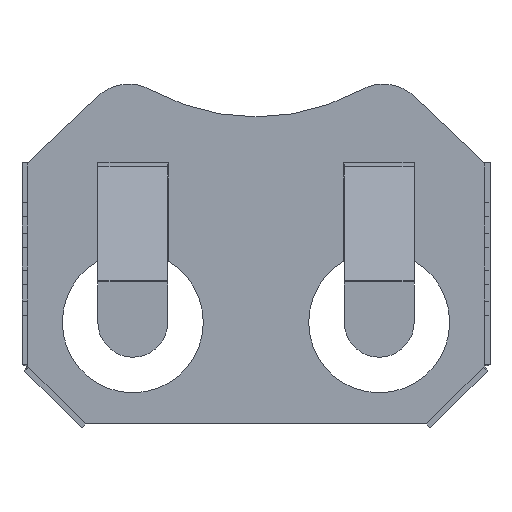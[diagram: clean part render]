
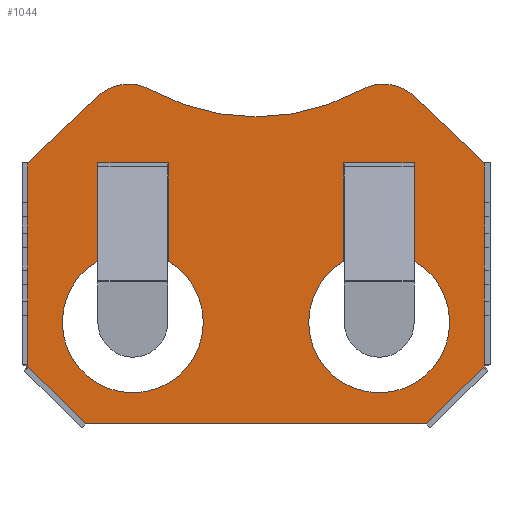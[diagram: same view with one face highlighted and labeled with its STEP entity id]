
A CAD part, front view. The second image highlights one B-rep face of the part: STEP entity #1044.
In plain terms, the highlighted planar face has unit normal (0, -1, 0).
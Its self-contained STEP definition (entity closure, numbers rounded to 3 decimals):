
#15=EDGE_CURVE('NONE',#16,#18,#20,.T.);
#16=VERTEX_POINT('NONE',#17);
#17=CARTESIAN_POINT('',(-7.128,1.397,2.998));
#18=VERTEX_POINT('NONE',#19);
#19=CARTESIAN_POINT('',(-5.729,1.397,3.556));
#20=CIRCLE('',#21,2.032);
#21=AXIS2_PLACEMENT_3D('',#22,#23,#24);
#22=CARTESIAN_POINT('',(-5.729,1.397,1.524));
#23=DIRECTION('',(0.0,1.0,0.0));
#24=DIRECTION('',(0.0,0.0,1.0));
#57=EDGE_CURVE('NONE',#58,#60,#62,.T.);
#58=VERTEX_POINT('NONE',#59);
#59=CARTESIAN_POINT('',(4.743,1.397,3.301));
#60=VERTEX_POINT('NONE',#61);
#61=CARTESIAN_POINT('',(5.729,1.397,3.556));
#62=CIRCLE('',#63,2.032);
#63=AXIS2_PLACEMENT_3D('',#64,#65,#66);
#64=CARTESIAN_POINT('',(5.729,1.397,1.524));
#65=DIRECTION('',(0.0,1.0,0.0));
#66=DIRECTION('',(0.0,0.0,1.0));
#325=VERTEX_POINT('NONE',#326);
#326=CARTESIAN_POINT('',(3.975,1.397,0.0));
#332=EDGE_CURVE('NONE',#325,#333,#335,.F.);
#333=VERTEX_POINT('NONE',#334);
#334=CARTESIAN_POINT('',(3.962,1.397,0.0));
#335=LINE('',#336,#337);
#336=CARTESIAN_POINT('',(0.,1.397,0.0));
#337=VECTOR('',#338,1.0);
#338=DIRECTION('',(1.0,0.0,0.0));
#354=EDGE_CURVE('NONE',#333,#355,#357,.F.);
#355=VERTEX_POINT('NONE',#356);
#356=CARTESIAN_POINT('',(3.962,1.397,-4.426));
#357=LINE('',#358,#359);
#358=CARTESIAN_POINT('',(3.962,1.397,0.0));
#359=VECTOR('',#360,1.0);
#360=DIRECTION('',(0.0,0.0,1.0));
#379=EDGE_CURVE('NONE',#355,#380,#382,.F.);
#380=VERTEX_POINT('NONE',#381);
#381=CARTESIAN_POINT('',(7.137,1.397,-4.426));
#382=CIRCLE('',#383,3.175);
#383=AXIS2_PLACEMENT_3D('',#384,#385,#386);
#384=CARTESIAN_POINT('',(5.549,1.397,-7.176));
#385=DIRECTION('',(0.0,1.0,0.0));
#386=DIRECTION('',(0.0,0.0,1.0));
#403=EDGE_CURVE('NONE',#380,#404,#406,.F.);
#404=VERTEX_POINT('NONE',#405);
#405=CARTESIAN_POINT('',(7.137,1.397,0.0));
#406=LINE('',#407,#408);
#407=CARTESIAN_POINT('',(7.137,1.397,0.0));
#408=VECTOR('',#409,1.0);
#409=DIRECTION('',(0.0,0.0,-1.0));
#428=EDGE_CURVE('NONE',#404,#429,#431,.F.);
#429=VERTEX_POINT('NONE',#430);
#430=CARTESIAN_POINT('',(7.124,1.397,0.0));
#431=LINE('',#432,#433);
#432=CARTESIAN_POINT('',(3.962,1.397,0.0));
#433=VECTOR('',#434,1.0);
#434=DIRECTION('',(1.0,0.0,0.0));
#451=EDGE_CURVE('NONE',#452,#454,#456,.F.);
#452=VERTEX_POINT('NONE',#453);
#453=CARTESIAN_POINT('',(-7.137,1.397,0.0));
#454=VERTEX_POINT('NONE',#455);
#455=CARTESIAN_POINT('',(-7.137,1.397,-4.426));
#456=LINE('',#457,#458);
#457=CARTESIAN_POINT('',(-7.137,1.397,0.0));
#458=VECTOR('',#459,1.0);
#459=DIRECTION('',(0.0,0.0,1.0));
#483=EDGE_CURVE('NONE',#454,#484,#486,.F.);
#484=VERTEX_POINT('NONE',#485);
#485=CARTESIAN_POINT('',(-3.962,1.397,-4.426));
#486=CIRCLE('',#487,3.175);
#487=AXIS2_PLACEMENT_3D('',#488,#489,#490);
#488=CARTESIAN_POINT('',(-5.549,1.397,-7.176));
#489=DIRECTION('',(0.0,1.0,0.0));
#490=DIRECTION('',(0.0,0.0,1.0));
#507=EDGE_CURVE('NONE',#484,#508,#510,.F.);
#508=VERTEX_POINT('NONE',#509);
#509=CARTESIAN_POINT('',(-3.962,1.397,0.0));
#510=LINE('',#511,#512);
#511=CARTESIAN_POINT('',(-3.962,1.397,0.0));
#512=VECTOR('',#513,1.0);
#513=DIRECTION('',(0.0,0.0,-1.0));
#533=EDGE_CURVE('NONE',#508,#534,#536,.F.);
#534=VERTEX_POINT('NONE',#535);
#535=CARTESIAN_POINT('',(-3.975,1.397,0.0));
#536=LINE('',#537,#538);
#537=CARTESIAN_POINT('',(-3.962,1.397,0.0));
#538=VECTOR('',#539,1.0);
#539=DIRECTION('',(1.0,0.0,0.0));
#591=VERTEX_POINT('NONE',#592);
#592=CARTESIAN_POINT('',(-7.124,1.397,0.0));
#598=EDGE_CURVE('NONE',#591,#452,#599,.F.);
#599=LINE('',#600,#601);
#600=CARTESIAN_POINT('',(-3.962,1.397,0.0));
#601=VECTOR('',#602,1.0);
#602=DIRECTION('',(1.0,0.0,0.0));
#650=VERTEX_POINT('NONE',#651);
#651=CARTESIAN_POINT('',(-10.287,1.397,0.0));
#657=EDGE_CURVE('NONE',#650,#16,#658,.T.);
#658=LINE('',#659,#660);
#659=CARTESIAN_POINT('',(-10.287,1.397,0.0));
#660=VECTOR('',#661,1.0);
#661=DIRECTION('',(0.725,0.0,0.688));
#672=EDGE_CURVE('NONE',#18,#673,#675,.T.);
#673=VERTEX_POINT('NONE',#674);
#674=CARTESIAN_POINT('',(-4.743,1.397,3.301));
#675=CIRCLE('',#676,2.032);
#676=AXIS2_PLACEMENT_3D('',#677,#678,#679);
#677=CARTESIAN_POINT('',(-5.729,1.397,1.524));
#678=DIRECTION('',(0.0,1.0,0.0));
#679=DIRECTION('',(0.0,0.0,1.0));
#696=EDGE_CURVE('NONE',#673,#58,#697,.F.);
#697=CIRCLE('',#698,9.779);
#698=AXIS2_PLACEMENT_3D('',#699,#700,#701);
#699=CARTESIAN_POINT('',(0.,1.397,11.852));
#700=DIRECTION('',(0.0,1.0,0.0));
#701=DIRECTION('',(0.0,0.0,1.0));
#715=EDGE_CURVE('NONE',#60,#716,#718,.T.);
#716=VERTEX_POINT('NONE',#717);
#717=CARTESIAN_POINT('',(7.128,1.397,2.998));
#718=CIRCLE('',#719,2.032);
#719=AXIS2_PLACEMENT_3D('',#720,#721,#722);
#720=CARTESIAN_POINT('',(5.729,1.397,1.524));
#721=DIRECTION('',(0.0,1.0,0.0));
#722=DIRECTION('',(0.0,0.0,1.0));
#740=VERTEX_POINT('NONE',#741);
#741=CARTESIAN_POINT('',(10.287,1.397,0.));
#749=EDGE_CURVE('NONE',#716,#740,#750,.T.);
#750=LINE('',#751,#752);
#751=CARTESIAN_POINT('',(10.287,1.397,0.0));
#752=VECTOR('',#753,1.0);
#753=DIRECTION('',(0.725,0.0,-0.688));
#834=VERTEX_POINT('NONE',#835);
#835=CARTESIAN_POINT('',(-7.673,1.397,-11.758));
#843=VERTEX_POINT('NONE',#844);
#844=CARTESIAN_POINT('',(7.673,1.397,-11.758));
#850=EDGE_CURVE('NONE',#843,#834,#851,.T.);
#851=LINE('',#852,#853);
#852=CARTESIAN_POINT('',(0.,1.397,-11.758));
#853=VECTOR('',#854,1.0);
#854=DIRECTION('',(-1.0,0.0,0.0));
#1044=ADVANCED_FACE('NONE',(#1045,#1058,#1071),#1141,.T.);
#1045=FACE_BOUND('NONE',#1046,.T.);
#1046=EDGE_LOOP('',(#1047,#1048,#1049,#1050,#1051,#1052));
#1047=ORIENTED_EDGE('',*,*,#428,.F.);
#1048=ORIENTED_EDGE('',*,*,#403,.F.);
#1049=ORIENTED_EDGE('',*,*,#379,.F.);
#1050=ORIENTED_EDGE('',*,*,#354,.F.);
#1051=ORIENTED_EDGE('',*,*,#332,.F.);
#1052=ORIENTED_EDGE('',*,*,#1053,.T.);
#1053=EDGE_CURVE('NONE',#325,#429,#1054,.T.);
#1054=LINE('',#1055,#1056);
#1055=CARTESIAN_POINT('',(0.,1.397,0.0));
#1056=VECTOR('',#1057,1.0);
#1057=DIRECTION('',(1.0,0.0,0.0));
#1058=FACE_BOUND('NONE',#1059,.T.);
#1059=EDGE_LOOP('',(#1060,#1061,#1062,#1063,#1069,#1070));
#1060=ORIENTED_EDGE('',*,*,#483,.F.);
#1061=ORIENTED_EDGE('',*,*,#451,.F.);
#1062=ORIENTED_EDGE('',*,*,#598,.F.);
#1063=ORIENTED_EDGE('',*,*,#1064,.T.);
#1064=EDGE_CURVE('NONE',#591,#534,#1065,.T.);
#1065=LINE('',#1066,#1067);
#1066=CARTESIAN_POINT('',(0.,1.397,0.0));
#1067=VECTOR('',#1068,1.0);
#1068=DIRECTION('',(1.0,0.0,0.0));
#1069=ORIENTED_EDGE('',*,*,#533,.F.);
#1070=ORIENTED_EDGE('',*,*,#507,.F.);
#1071=FACE_BOUND('NONE',#1072,.T.);
#1072=EDGE_LOOP('',(#1073,#1081,#1089,#1097,#1103,#1104,#1112,#1120,#1128,#1134,#1135,#1136,#1137,#1138,#1139,#1140));
#1073=ORIENTED_EDGE('',*,*,#1074,.T.);
#1074=EDGE_CURVE('NONE',#650,#1075,#1077,.T.);
#1075=VERTEX_POINT('NONE',#1076);
#1076=CARTESIAN_POINT('',(-10.287,1.397,-9.075));
#1077=LINE('',#1078,#1079);
#1078=CARTESIAN_POINT('',(-10.287,1.397,11.852));
#1079=VECTOR('',#1080,1.0);
#1080=DIRECTION('',(0.0,0.0,-1.0));
#1081=ORIENTED_EDGE('',*,*,#1082,.T.);
#1082=EDGE_CURVE('NONE',#1075,#1083,#1085,.T.);
#1083=VERTEX_POINT('NONE',#1084);
#1084=CARTESIAN_POINT('',(-10.287,1.397,-9.144));
#1085=LINE('',#1086,#1087);
#1086=CARTESIAN_POINT('',(-10.287,1.397,11.852));
#1087=VECTOR('',#1088,1.0);
#1088=DIRECTION('',(0.0,0.0,-1.0));
#1089=ORIENTED_EDGE('',*,*,#1090,.T.);
#1090=EDGE_CURVE('NONE',#1083,#1091,#1093,.T.);
#1091=VERTEX_POINT('NONE',#1092);
#1092=CARTESIAN_POINT('',(-10.238,1.397,-9.193));
#1093=LINE('',#1094,#1095);
#1094=CARTESIAN_POINT('',(-10.287,1.397,-9.144));
#1095=VECTOR('',#1096,1.0);
#1096=DIRECTION('',(0.707,0.0,-0.707));
#1097=ORIENTED_EDGE('',*,*,#1098,.T.);
#1098=EDGE_CURVE('NONE',#1091,#834,#1099,.T.);
#1099=LINE('',#1100,#1101);
#1100=CARTESIAN_POINT('',(-10.238,1.397,-9.193));
#1101=VECTOR('',#1102,1.0);
#1102=DIRECTION('',(0.707,0.0,-0.707));
#1103=ORIENTED_EDGE('',*,*,#850,.F.);
#1104=ORIENTED_EDGE('',*,*,#1105,.T.);
#1105=EDGE_CURVE('NONE',#843,#1106,#1108,.T.);
#1106=VERTEX_POINT('NONE',#1107);
#1107=CARTESIAN_POINT('',(10.238,1.397,-9.193));
#1108=LINE('',#1109,#1110);
#1109=CARTESIAN_POINT('',(7.673,1.397,-11.758));
#1110=VECTOR('',#1111,1.0);
#1111=DIRECTION('',(0.707,0.0,0.707));
#1112=ORIENTED_EDGE('',*,*,#1113,.T.);
#1113=EDGE_CURVE('NONE',#1106,#1114,#1116,.T.);
#1114=VERTEX_POINT('NONE',#1115);
#1115=CARTESIAN_POINT('',(10.287,1.397,-9.144));
#1116=LINE('',#1117,#1118);
#1117=CARTESIAN_POINT('',(10.238,1.397,-9.193));
#1118=VECTOR('',#1119,1.0);
#1119=DIRECTION('',(0.707,0.0,0.707));
#1120=ORIENTED_EDGE('',*,*,#1121,.T.);
#1121=EDGE_CURVE('NONE',#1114,#1122,#1124,.T.);
#1122=VERTEX_POINT('NONE',#1123);
#1123=CARTESIAN_POINT('',(10.287,1.397,-9.075));
#1124=LINE('',#1125,#1126);
#1125=CARTESIAN_POINT('',(10.287,1.397,11.852));
#1126=VECTOR('',#1127,1.0);
#1127=DIRECTION('',(0.0,0.0,1.0));
#1128=ORIENTED_EDGE('',*,*,#1129,.T.);
#1129=EDGE_CURVE('NONE',#1122,#740,#1130,.T.);
#1130=LINE('',#1131,#1132);
#1131=CARTESIAN_POINT('',(10.287,1.397,11.852));
#1132=VECTOR('',#1133,1.0);
#1133=DIRECTION('',(0.0,0.0,1.0));
#1134=ORIENTED_EDGE('',*,*,#749,.F.);
#1135=ORIENTED_EDGE('',*,*,#715,.F.);
#1136=ORIENTED_EDGE('',*,*,#57,.F.);
#1137=ORIENTED_EDGE('',*,*,#696,.F.);
#1138=ORIENTED_EDGE('',*,*,#672,.F.);
#1139=ORIENTED_EDGE('',*,*,#15,.F.);
#1140=ORIENTED_EDGE('',*,*,#657,.F.);
#1141=PLANE('',#1142);
#1142=AXIS2_PLACEMENT_3D('',#1143,#1144,#1145);
#1143=CARTESIAN_POINT('',(0.,1.397,11.852));
#1144=DIRECTION('',(0.0,-1.0,0.0));
#1145=DIRECTION('',(0.0,0.0,-1.0));
